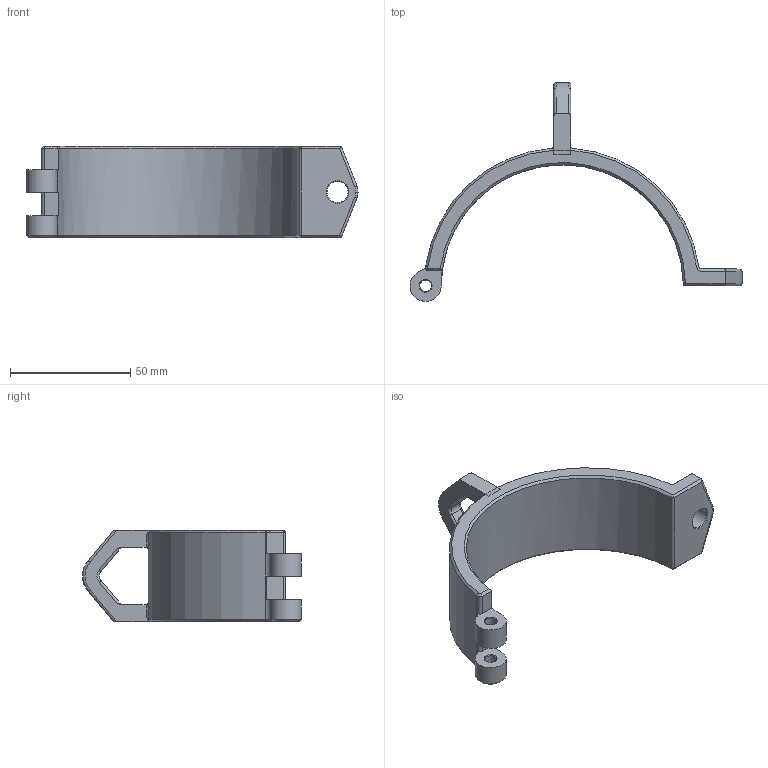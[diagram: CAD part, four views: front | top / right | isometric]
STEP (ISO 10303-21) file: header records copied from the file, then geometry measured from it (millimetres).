
FILE_DESCRIPTION(('FreeCAD Model'),'2;1');
FILE_NAME('Open CASCADE Shape Model','2025-03-16T22:05:10',(''),(''), 'Open CASCADE STEP processor 7.8','FreeCAD','Unknown');
FILE_SCHEMA(('AUTOMOTIVE_DESIGN { 1 0 10303 214 1 1 1 1 }'));
Length unit declared in the file: millimetre
Products named in the file (1): bd-extra-attachment
Bounding box: 138.27 x 91.17 x 38 mm (x, y, z)
Volume: 51875.8 mm3; surface area: 19011.1 mm2
Topology: 1 solids, 1 shells, 95 faces, 247 edges, 152 vertices
Faces by surface type: cylinder 34, plane 28, cone 19, torus 10, bspline 4
Full cylindrical faces by diameter (mm): 4.85 x2, 8.8 x1
Entity records: 7884 total; most frequent: CARTESIAN_POINT 3022, DIRECTION 907, ORIENTED_EDGE 494, PCURVE 494, DEFINITIONAL_REPRESENTATION 494, LINE 473, VECTOR 473, EDGE_CURVE 247
